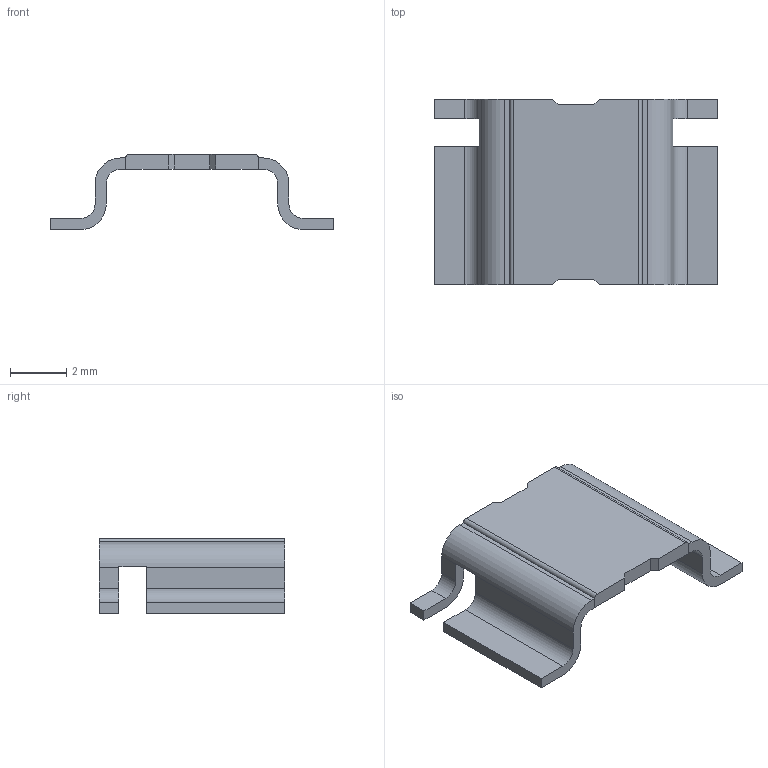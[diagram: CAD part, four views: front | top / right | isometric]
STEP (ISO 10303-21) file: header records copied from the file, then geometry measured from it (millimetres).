
FILE_DESCRIPTION(/* description */ (''),/* implementation_level */ '2;1');
FILE_NAME(/* name */ 'WSL4026 (3).stp',/* time_stamp */ '2015-08-25T11:14:53-05:00',/* author */ ('Neil'),/* organization */ (''),/* preprocessor_version */ 'ST-DEVELOPER v15.2',/* originating_system */ 'Autodesk Inventor LT ',/* authorisation */ '');
FILE_SCHEMA (('AUTOMOTIVE_DESIGN { 1 0 10303 214 3 1 1 }'));
Length unit declared in the file: millimetre
Products named in the file (1): WSL4026 (3)
Bounding box: 10.1 x 6.6 x 2.68 mm (x, y, z)
Volume: 36.1 mm3; surface area: 194.5 mm2
Topology: 3 solids, 3 shells, 64 faces, 174 edges, 116 vertices
Faces by surface type: plane 50, cylinder 14
Entity records: 2040 total; most frequent: CARTESIAN_POINT 355, ORIENTED_EDGE 348, DIRECTION 340, EDGE_CURVE 174, LINE 138, VECTOR 138, VERTEX_POINT 116, AXIS2_PLACEMENT_3D 101
